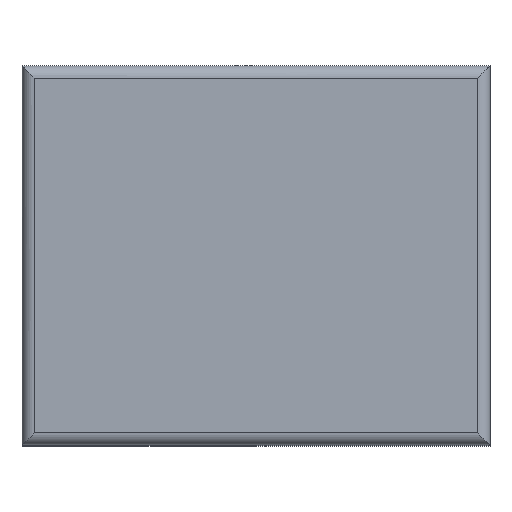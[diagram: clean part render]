
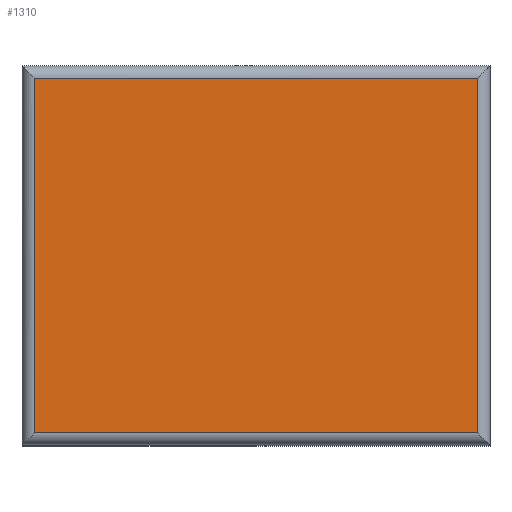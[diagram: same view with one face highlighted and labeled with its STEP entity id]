
A CAD part, top view. The second image highlights one B-rep face of the part: STEP entity #1310.
In plain terms, the highlighted planar face has unit normal (0, 0, 1).
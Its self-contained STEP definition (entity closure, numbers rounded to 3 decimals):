
#1131=CARTESIAN_POINT('',(-9.0,-7.2,20.0));
#1132=VERTEX_POINT('',#1131);
#1140=CARTESIAN_POINT('',(-9.0,7.2,20.0));
#1141=VERTEX_POINT('',#1140);
#1142=CARTESIAN_POINT('',(-9.0,-7.2,20.0));
#1143=DIRECTION('',(0.0,1.0,0.0));
#1144=VECTOR('',#1143,14.4);
#1145=LINE('',#1142,#1144);
#1146=EDGE_CURVE('',#1132,#1141,#1145,.T.);
#1173=CARTESIAN_POINT('',(9.0,7.2,20.0));
#1174=VERTEX_POINT('',#1173);
#1182=CARTESIAN_POINT('',(9.0,-7.2,20.0));
#1183=VERTEX_POINT('',#1182);
#1184=CARTESIAN_POINT('',(9.0,7.2,20.0));
#1185=DIRECTION('',(0.0,-1.0,0.0));
#1186=VECTOR('',#1185,14.4);
#1187=LINE('',#1184,#1186);
#1188=EDGE_CURVE('',#1174,#1183,#1187,.T.);
#1212=CARTESIAN_POINT('',(-9.0,7.2,20.0));
#1213=DIRECTION('',(1.0,0.0,0.0));
#1214=VECTOR('',#1213,18.0);
#1215=LINE('',#1212,#1214);
#1216=EDGE_CURVE('',#1141,#1174,#1215,.T.);
#1234=CARTESIAN_POINT('',(9.0,-7.2,20.0));
#1235=DIRECTION('',(-1.0,0.0,0.0));
#1236=VECTOR('',#1235,18.0);
#1237=LINE('',#1234,#1236);
#1238=EDGE_CURVE('',#1183,#1132,#1237,.T.);
#1299=CARTESIAN_POINT('',(-9.9,-7.92,20.0));
#1300=DIRECTION('',(0.0,0.0,1.0));
#1301=DIRECTION('',(1.0,0.0,0.0));
#1302=AXIS2_PLACEMENT_3D('',#1299,#1300,#1301);
#1303=PLANE('',#1302);
#1304=ORIENTED_EDGE('',*,*,#1188,.F.);
#1305=ORIENTED_EDGE('',*,*,#1216,.F.);
#1306=ORIENTED_EDGE('',*,*,#1146,.F.);
#1307=ORIENTED_EDGE('',*,*,#1238,.F.);
#1308=EDGE_LOOP('',(#1304,#1305,#1306,#1307));
#1309=FACE_OUTER_BOUND('',#1308,.T.);
#1310=ADVANCED_FACE('',(#1309),#1303,.T.);
